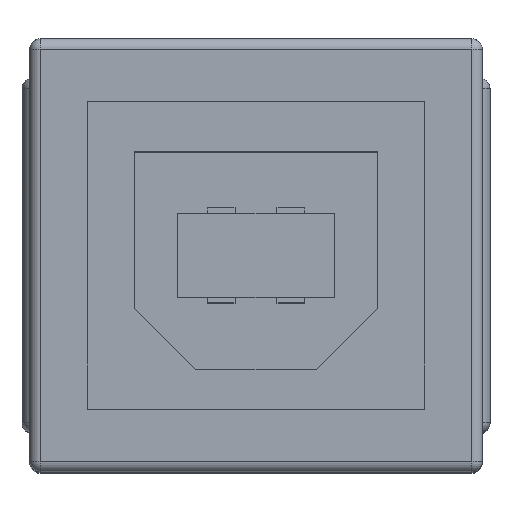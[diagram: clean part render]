
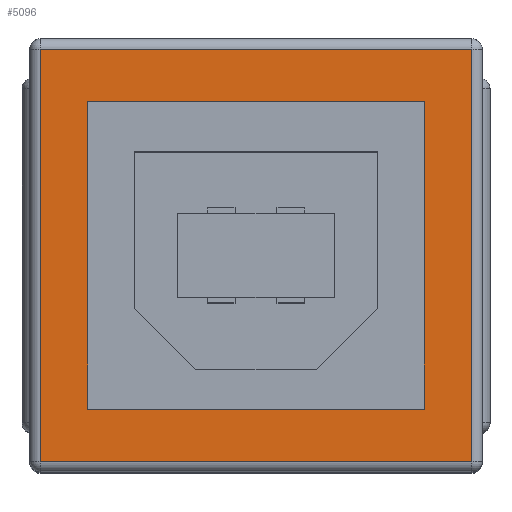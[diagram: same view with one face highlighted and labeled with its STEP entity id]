
A CAD part, top view. The second image highlights one B-rep face of the part: STEP entity #5096.
In plain terms, the highlighted planar face has unit normal (0, 0, 1).
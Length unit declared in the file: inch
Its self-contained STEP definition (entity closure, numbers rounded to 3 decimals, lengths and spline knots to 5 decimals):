
#3 = ORIENTED_EDGE ( 'NONE', *, *, #17058, .T. ) ;
#245 = DIRECTION ( 'NONE',  ( -1., 0., 0. ) ) ;
#1068 = CARTESIAN_POINT ( 'NONE',  ( -0.3035, 0.29, 0.5375 ) ) ;
#1722 = EDGE_CURVE ( 'NONE', #1888, #8701, #15416, .T. ) ;
#1748 = VECTOR ( 'NONE', #7707, 39.37008 ) ;
#1888 = VERTEX_POINT ( 'NONE', #10172 ) ;
#3341 = CARTESIAN_POINT ( 'NONE',  ( -0.3035, 0.305, 0.5375 ) ) ;
#3389 = ORIENTED_EDGE ( 'NONE', *, *, #1722, .T. ) ;
#3500 = CARTESIAN_POINT ( 'NONE',  ( 0.3035, 0.29, 0.5375 ) ) ;
#3617 = EDGE_CURVE ( 'NONE', #12741, #17965, #17475, .T. ) ;
#3855 = LINE ( 'NONE', #8722, #9682 ) ;
#3938 = EDGE_CURVE ( 'NONE', #17965, #15497, #8711, .T. ) ;
#4288 = CARTESIAN_POINT ( 'NONE',  ( -0.235, -0.215, 0.5375 ) ) ;
#4426 = CARTESIAN_POINT ( 'NONE',  ( -0.235, 0.215, 0.5375 ) ) ;
#5020 = LINE ( 'NONE', #3341, #16933 ) ;
#5096 = ADVANCED_FACE ( 'NONE', ( #16636, #7662 ), #16120, .F. ) ;
#5724 = DIRECTION ( 'NONE',  ( -1., 0., 0. ) ) ;
#6189 = DIRECTION ( 'NONE',  ( 0., 0., -1. ) ) ;
#6376 = EDGE_CURVE ( 'NONE', #15497, #13867, #10720, .T. ) ;
#6878 = ORIENTED_EDGE ( 'NONE', *, *, #12354, .F. ) ;
#6971 = AXIS2_PLACEMENT_3D ( 'NONE', #16249, #6189, #245 ) ;
#7662 = FACE_OUTER_BOUND ( 'NONE', #13056, .T. ) ;
#7707 = DIRECTION ( 'NONE',  ( 1., 0., 0. ) ) ;
#8001 = CARTESIAN_POINT ( 'NONE',  ( 0.3035, 0.305, 0.5375 ) ) ;
#8509 = VECTOR ( 'NONE', #9375, 39.37008 ) ;
#8686 = CARTESIAN_POINT ( 'NONE',  ( -0.3185, -0.29, 0.5375 ) ) ;
#8701 = VERTEX_POINT ( 'NONE', #9743 ) ;
#8711 = LINE ( 'NONE', #16475, #8509 ) ;
#8722 = CARTESIAN_POINT ( 'NONE',  ( 0.235, 0.215, 0.5375 ) ) ;
#8781 = LINE ( 'NONE', #8001, #9009 ) ;
#8932 = VECTOR ( 'NONE', #18378, 39.37008 ) ;
#9009 = VECTOR ( 'NONE', #10988, 39.37008 ) ;
#9072 = ORIENTED_EDGE ( 'NONE', *, *, #18320, .T. ) ;
#9375 = DIRECTION ( 'NONE',  ( 0., -1., 0. ) ) ;
#9665 = VECTOR ( 'NONE', #5724, 39.37008 ) ;
#9682 = VECTOR ( 'NONE', #13100, 39.37008 ) ;
#9743 = CARTESIAN_POINT ( 'NONE',  ( 0.3035, -0.29, 0.5375 ) ) ;
#10172 = CARTESIAN_POINT ( 'NONE',  ( -0.3035, -0.29, 0.5375 ) ) ;
#10296 = EDGE_CURVE ( 'NONE', #12521, #17237, #11026, .T. ) ;
#10720 = LINE ( 'NONE', #12137, #1748 ) ;
#10855 = DIRECTION ( 'NONE',  ( 0., -1., 0. ) ) ;
#10988 = DIRECTION ( 'NONE',  ( 0., 1., 0. ) ) ;
#11026 = LINE ( 'NONE', #11250, #9665 ) ;
#11156 = ORIENTED_EDGE ( 'NONE', *, *, #3617, .F. ) ;
#11250 = CARTESIAN_POINT ( 'NONE',  ( -0.3185, 0.29, 0.5375 ) ) ;
#12137 = CARTESIAN_POINT ( 'NONE',  ( -0.235, -0.215, 0.5375 ) ) ;
#12240 = VECTOR ( 'NONE', #16096, 39.37008 ) ;
#12354 = EDGE_CURVE ( 'NONE', #13867, #12741, #3855, .T. ) ;
#12521 = VERTEX_POINT ( 'NONE', #3500 ) ;
#12741 = VERTEX_POINT ( 'NONE', #16924 ) ;
#13056 = EDGE_LOOP ( 'NONE', ( #3389, #9072, #15223, #3 ) ) ;
#13100 = DIRECTION ( 'NONE',  ( 0., 1., 0. ) ) ;
#13867 = VERTEX_POINT ( 'NONE', #15893 ) ;
#14156 = EDGE_LOOP ( 'NONE', ( #14404, #16707, #11156, #6878 ) ) ;
#14404 = ORIENTED_EDGE ( 'NONE', *, *, #6376, .F. ) ;
#15223 = ORIENTED_EDGE ( 'NONE', *, *, #10296, .T. ) ;
#15416 = LINE ( 'NONE', #8686, #12240 ) ;
#15497 = VERTEX_POINT ( 'NONE', #4288 ) ;
#15893 = CARTESIAN_POINT ( 'NONE',  ( 0.235, -0.215, 0.5375 ) ) ;
#16096 = DIRECTION ( 'NONE',  ( 1., 0., 0. ) ) ;
#16120 = PLANE ( 'NONE',  #6971 ) ;
#16249 = CARTESIAN_POINT ( 'NONE',  ( -0.3185, 0.305, 0.5375 ) ) ;
#16475 = CARTESIAN_POINT ( 'NONE',  ( -0.235, 0.215, 0.5375 ) ) ;
#16636 = FACE_BOUND ( 'NONE', #14156, .T. ) ;
#16707 = ORIENTED_EDGE ( 'NONE', *, *, #3938, .F. ) ;
#16924 = CARTESIAN_POINT ( 'NONE',  ( 0.235, 0.215, 0.5375 ) ) ;
#16933 = VECTOR ( 'NONE', #10855, 39.37008 ) ;
#16987 = CARTESIAN_POINT ( 'NONE',  ( -0.235, 0.215, 0.5375 ) ) ;
#17058 = EDGE_CURVE ( 'NONE', #17237, #1888, #5020, .T. ) ;
#17237 = VERTEX_POINT ( 'NONE', #1068 ) ;
#17475 = LINE ( 'NONE', #16987, #8932 ) ;
#17965 = VERTEX_POINT ( 'NONE', #4426 ) ;
#18320 = EDGE_CURVE ( 'NONE', #8701, #12521, #8781, .T. ) ;
#18378 = DIRECTION ( 'NONE',  ( -1., 0., 0. ) ) ;
